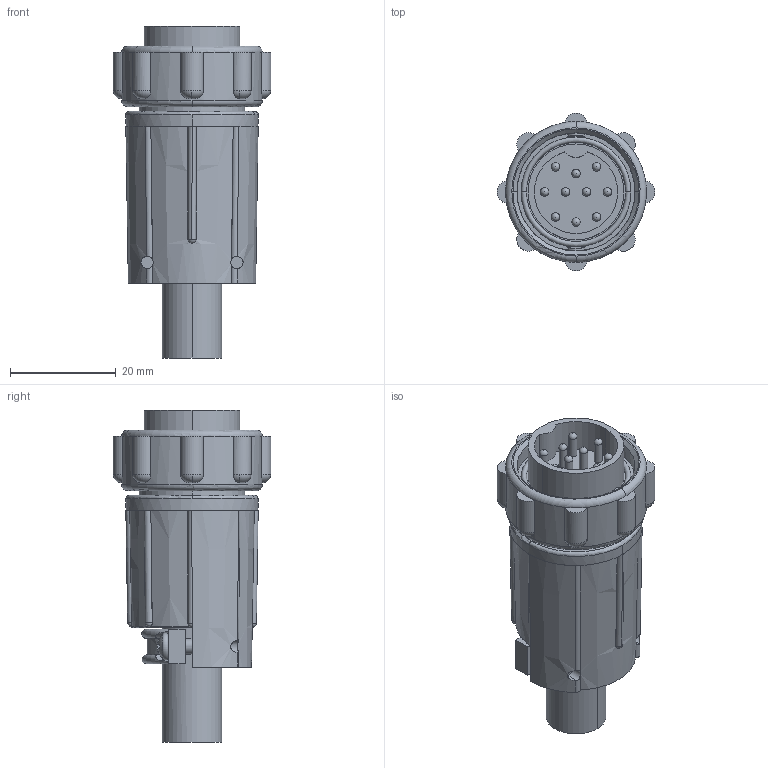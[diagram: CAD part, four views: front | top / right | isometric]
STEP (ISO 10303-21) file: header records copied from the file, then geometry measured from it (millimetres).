
FILE_DESCRIPTION (( 'STEP AP203' ), '1' );
FILE_NAME ('13382-10PG-321.STEP', '2015-11-18T21:33:24', ( '' ), ( '' ), 'SwSTEP 2.0', 'SolidWorks 2014', '' );
FILE_SCHEMA (( 'CONFIG_CONTROL_DESIGN' ));
Length unit declared in the file: inch
Products named in the file (1): 13382-10PG-321
Bounding box: 29.84 x 29.84 x 62.87 mm (x, y, z)
Volume: 20844.2 mm3; surface area: 7761.3 mm2
Topology: 1 solids, 1 shells, 245 faces, 646 edges, 412 vertices
Faces by surface type: plane 103, cylinder 81, torus 35, sphere 18, cone 8
Entity records: 9355 total; most frequent: CARTESIAN_POINT 3420, DIRECTION 1265, ORIENTED_EDGE 1228, EDGE_CURVE 614, AXIS2_PLACEMENT_3D 528, VERTEX_POINT 392, CIRCLE 282, EDGE_LOOP 270
